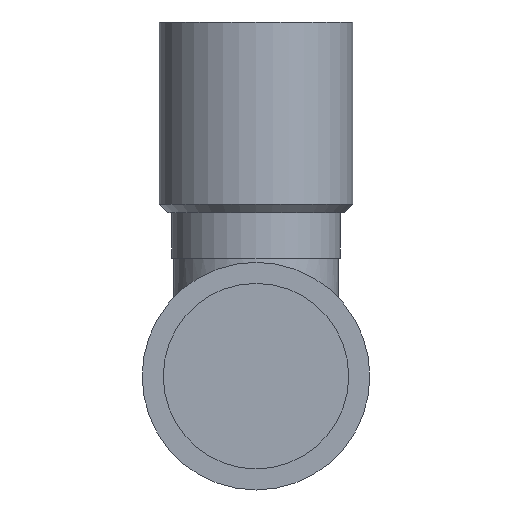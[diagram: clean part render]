
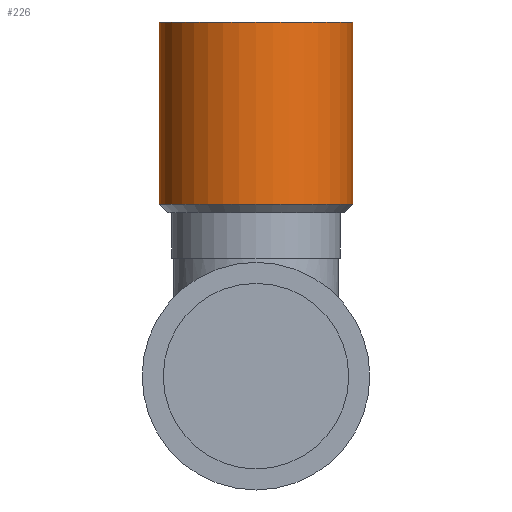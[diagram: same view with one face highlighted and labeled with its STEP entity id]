
A CAD part, front view. The second image highlights one B-rep face of the part: STEP entity #226.
In plain terms, the highlighted cylindrical face has radius 11.5 mm (diameter 23 mm), a full revolution.
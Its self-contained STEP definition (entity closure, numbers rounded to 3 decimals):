
#31=CYLINDRICAL_SURFACE('',#274,11.5);
#62=ORIENTED_EDGE('',*,*,#87,.T.);
#63=ORIENTED_EDGE('',*,*,#71,.T.);
#71=EDGE_CURVE('',#90,#90,#109,.T.);
#87=EDGE_CURVE('',#106,#106,#124,.F.);
#90=VERTEX_POINT('',#363);
#106=VERTEX_POINT('',#660);
#109=CIRCLE('',#245,11.5);
#124=CIRCLE('',#275,11.5);
#156=EDGE_LOOP('',(#62));
#157=EDGE_LOOP('',(#63));
#194=FACE_BOUND('',#156,.T.);
#195=FACE_BOUND('',#157,.T.);
#226=ADVANCED_FACE('',(#194,#195),#31,.T.);
#245=AXIS2_PLACEMENT_3D('',#362,#286,#287);
#274=AXIS2_PLACEMENT_3D('',#658,#344,#345);
#275=AXIS2_PLACEMENT_3D('',#659,#346,#347);
#286=DIRECTION('',(0.,0.,-1.));
#287=DIRECTION('',(1.,0.,0.));
#344=DIRECTION('',(0.,0.,1.));
#345=DIRECTION('',(1.,0.,0.));
#346=DIRECTION('',(0.,0.,-1.));
#347=DIRECTION('',(-1.,0.,0.));
#362=CARTESIAN_POINT('',(0.,0.,42.));
#363=CARTESIAN_POINT('',(11.5,0.,42.));
#658=CARTESIAN_POINT('',(0.,0.,19.4));
#659=CARTESIAN_POINT('',(0.,0.,20.4));
#660=CARTESIAN_POINT('',(-11.5,0.,20.4));
